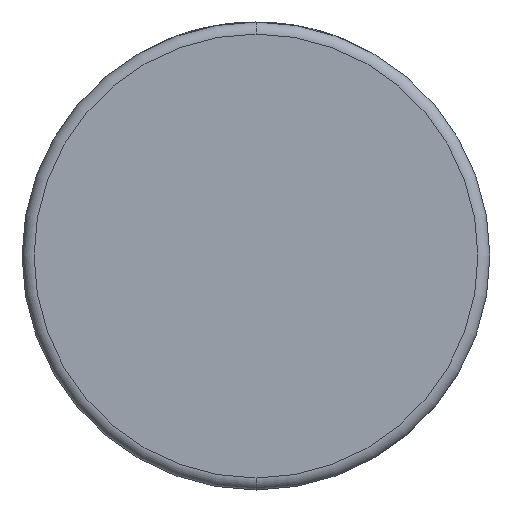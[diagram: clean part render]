
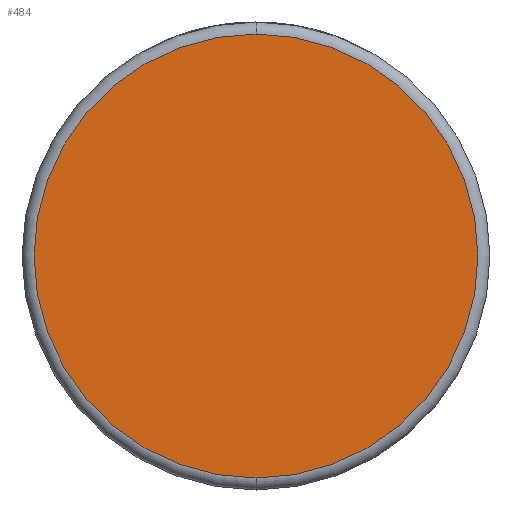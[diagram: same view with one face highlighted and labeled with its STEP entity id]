
A CAD part, front view. The second image highlights one B-rep face of the part: STEP entity #484.
In plain terms, the highlighted planar face has unit normal (0, -1, 0).
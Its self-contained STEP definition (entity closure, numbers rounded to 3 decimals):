
#484 = ADVANCED_FACE ( 'NONE', ( #1401 ), #3855, .F. ) ;
#888 = AXIS2_PLACEMENT_3D ( 'NONE', #3950, #1703, #2330 ) ;
#890 = AXIS2_PLACEMENT_3D ( 'NONE', #2186, #1888, #3813 ) ;
#926 = CARTESIAN_POINT ( 'NONE',  ( 0., 0., 37. ) ) ;
#1042 = CIRCLE ( 'NONE', #888, 37. ) ;
#1116 = ORIENTED_EDGE ( 'NONE', *, *, #1159, .T. ) ;
#1159 = EDGE_CURVE ( 'NONE', #3833, #3688, #1042, .T. ) ;
#1388 = CARTESIAN_POINT ( 'NONE',  ( 0., 0., 0. ) ) ;
#1401 = FACE_OUTER_BOUND ( 'NONE', #2525, .T. ) ;
#1471 = CIRCLE ( 'NONE', #4180, 37. ) ;
#1703 = DIRECTION ( 'NONE',  ( 0., -1., 0. ) ) ;
#1888 = DIRECTION ( 'NONE',  ( 0., 1., 0. ) ) ;
#2186 = CARTESIAN_POINT ( 'NONE',  ( 0., 0., 0. ) ) ;
#2330 = DIRECTION ( 'NONE',  ( 0., 0., 1. ) ) ;
#2344 = CARTESIAN_POINT ( 'NONE',  ( 0., 0., -37. ) ) ;
#2525 = EDGE_LOOP ( 'NONE', ( #3282, #1116 ) ) ;
#2670 = EDGE_CURVE ( 'NONE', #3688, #3833, #1471, .T. ) ;
#3025 = DIRECTION ( 'NONE',  ( 0., 0., 1. ) ) ;
#3282 = ORIENTED_EDGE ( 'NONE', *, *, #2670, .T. ) ;
#3688 = VERTEX_POINT ( 'NONE', #926 ) ;
#3813 = DIRECTION ( 'NONE',  ( 0., 0., 1. ) ) ;
#3833 = VERTEX_POINT ( 'NONE', #2344 ) ;
#3855 = PLANE ( 'NONE',  #890 ) ;
#3950 = CARTESIAN_POINT ( 'NONE',  ( 0., 0., 0. ) ) ;
#4076 = DIRECTION ( 'NONE',  ( 0., -1., 0. ) ) ;
#4180 = AXIS2_PLACEMENT_3D ( 'NONE', #1388, #4076, #3025 ) ;
